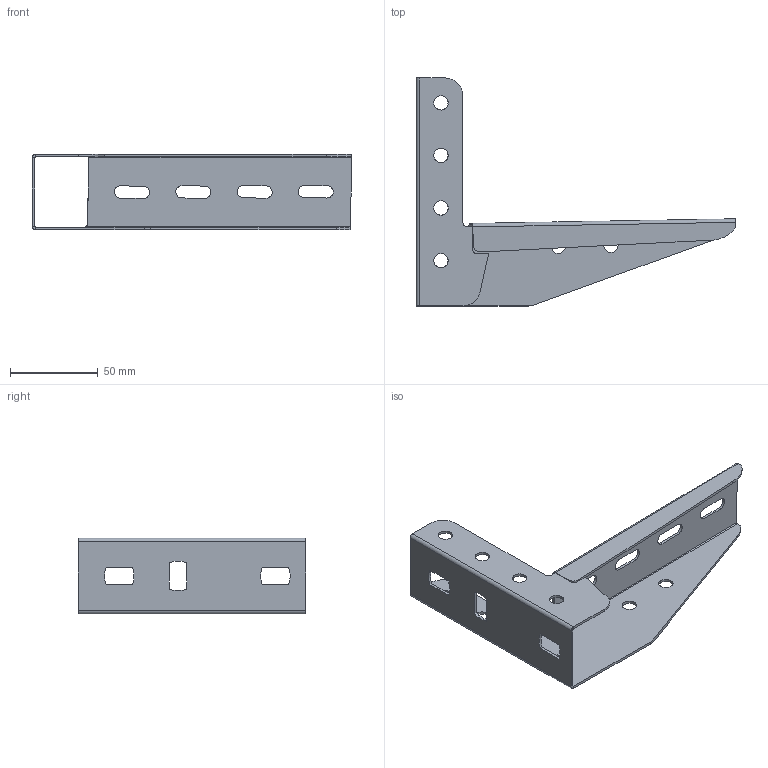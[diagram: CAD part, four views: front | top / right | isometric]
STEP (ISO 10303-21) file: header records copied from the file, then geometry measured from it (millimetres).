
FILE_DESCRIPTION (( 'STEP AP203' ), '1' );
FILE_NAME ('Êîíñîëü ML_BBL4015.STEP', '2012-11-20T08:31:04', ( 'Àñååâ' ), ( '' ), 'SwSTEP 2.0', 'SolidWorks 2012', '' );
FILE_SCHEMA (( 'CONFIG_CONTROL_DESIGN' ));
Length unit declared in the file: millimetre
Products named in the file (1): Êîíñîëü ML_BBL4015
Bounding box: 182.4 x 130 x 43.14 mm (x, y, z)
Volume: 35717.4 mm3; surface area: 49774.1 mm2
Topology: 1 solids, 1 shells, 97 faces, 253 edges, 158 vertices
Faces by surface type: plane 47, cylinder 46, bspline 4
Full cylindrical faces by diameter (mm): 8.2 x10
Entity records: 3256 total; most frequent: CARTESIAN_POINT 749, DIRECTION 499, ORIENTED_EDGE 486, EDGE_CURVE 243, AXIS2_PLACEMENT_3D 178, VERTEX_POINT 158, VECTOR 143, LINE 143
